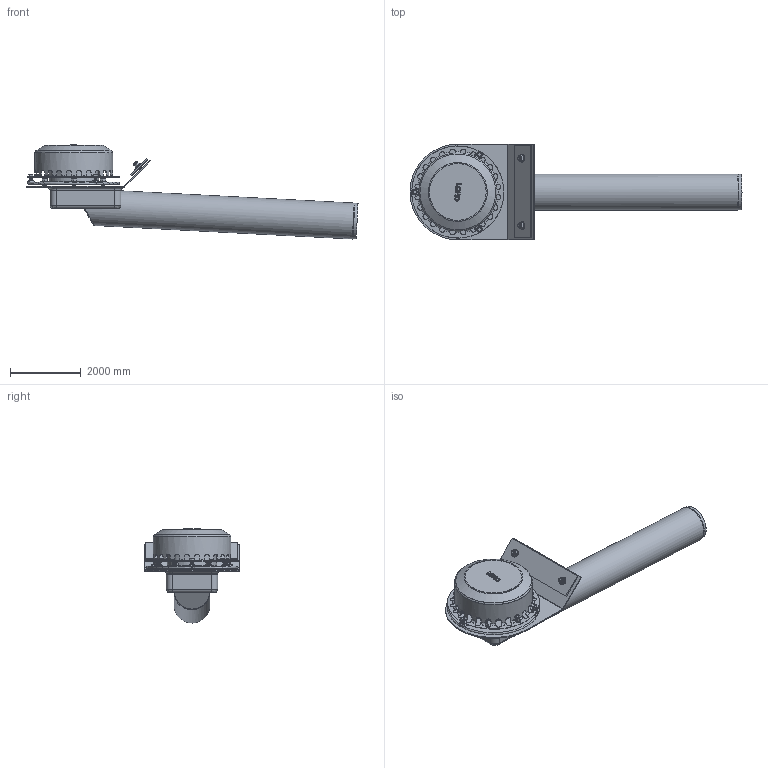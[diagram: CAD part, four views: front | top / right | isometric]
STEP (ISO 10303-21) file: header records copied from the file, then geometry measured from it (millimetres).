
FILE_DESCRIPTION(/* description */ (''),/* implementation_level */ '2;1');
FILE_NAME(/* name */ '01381.100X_3D.stp',/* time_stamp */ '2026-02-02T12:49:18+01:00',/* author */ ('c.rudolph'),/* organization */ (''),/* preprocessor_version */ 'ST-DEVELOPER v20.1',/* originating_system */ 'AutoCAD Mechanical',/* authorisation */ '');
FILE_SCHEMA (('AUTOMOTIVE_DESIGN { 1 0 10303 214 3 1 1 }'));
Length unit declared in the file: centimetre
Products named in the file (2): Product; *S0
Assembly tree (1 placements, depth 2):
  Product
    *S0
Bounding box: 9370.36 x 2700 x 2654.37 mm (x, y, z)
Volume: 1155683964.4 mm3; surface area: 112002657.1 mm2
Topology: 28 solids, 28 shells, 1000 faces, 2441 edges, 1477 vertices
Faces by surface type: cone 396, plane 279, cylinder 192, torus 116, bspline 14, sphere 3
Full cylindrical faces by diameter (mm): 60 x3, 70 x12, 80 x21, 83.76 x8, 105 x2, 160 x8, 992 x1, 1016 x1, 1220 x1, 2180 x1, 2200 x1, 2600 x1
Entity records: 34828 total; most frequent: CARTESIAN_POINT 11365, DIRECTION 4996, ORIENTED_EDGE 4858, EDGE_CURVE 2429, AXIS2_PLACEMENT_3D 2050, VERTEX_POINT 1471, EDGE_LOOP 1092, FACE_OUTER_BOUND 1000
